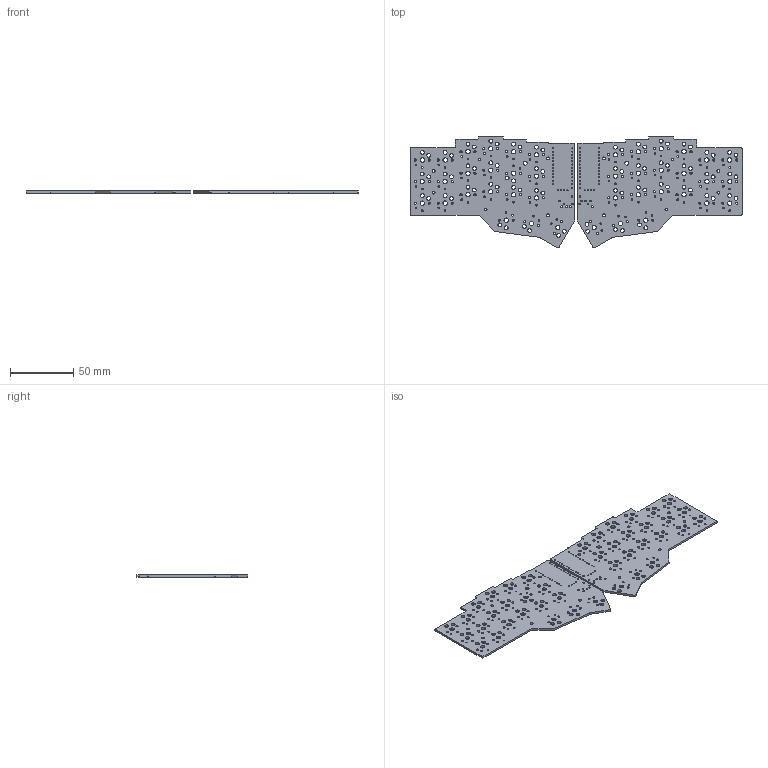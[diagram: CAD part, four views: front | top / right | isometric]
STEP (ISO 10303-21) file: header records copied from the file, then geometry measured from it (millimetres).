
FILE_DESCRIPTION(('KiCad electronic assembly'),'2;1');
FILE_NAME('chococorne hotswap.step','2023-04-29T10:18:41',('Pcbnew'),( 'Kicad'),'Open CASCADE STEP processor 7.6','KiCad to STEP converter' ,'Unknown');
FILE_SCHEMA(('AUTOMOTIVE_DESIGN { 1 0 10303 214 1 1 1 1 }'));
Length unit declared in the file: millimetre
Products named in the file (3): chococorne hotswap 1; PCB1; PCB2
Assembly tree (2 placements, depth 2):
  chococorne hotswap 1
    PCB1
    PCB2
Bounding box: 261.71 x 87.72 x 1.58 mm (x, y, z)
Volume: 25038.7 mm3; surface area: 36671.8 mm2
Topology: 2 solids, 2 shells, 790 faces, 2358 edges, 1572 vertices
Faces by surface type: plane 418, cylinder 372
Full cylindrical faces by diameter (mm): 0.813 x56, 1.2 x4, 1.27 x84, 1.3 x4, 1.702 x84, 2.2 x12, 3 x84, 3.2 x2, 3.429 x42
Entity records: 61212 total; most frequent: CARTESIAN_POINT 13903, DIRECTION 8660, LINE 5586, VECTOR 5586, ORIENTED_EDGE 4716, PCURVE 4716, DEFINITIONAL_REPRESENTATION 4716, EDGE_CURVE 2358
